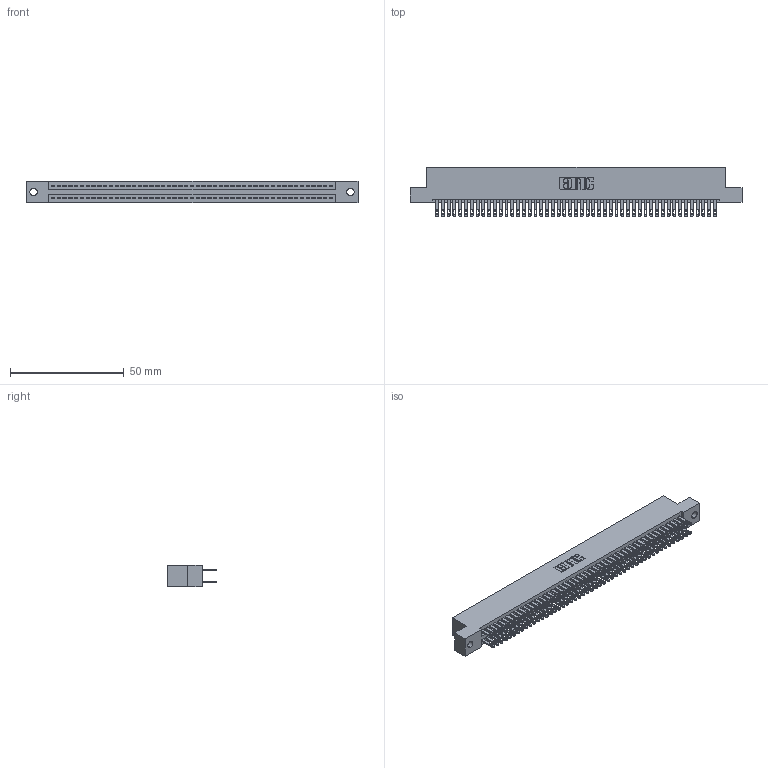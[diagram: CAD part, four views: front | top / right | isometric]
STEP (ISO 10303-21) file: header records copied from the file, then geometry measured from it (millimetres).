
FILE_DESCRIPTION (( 'STEP AP203' ), '1' );
FILE_NAME ('345-098-500-202.STEP', '2019-11-02T09:52:04', ( '' ), ( '' ), 'SwSTEP 2.0', 'SolidWorks 2016', '' );
FILE_SCHEMA (( 'CONFIG_CONTROL_DESIGN' ));
Length unit declared in the file: inch
Products named in the file (3): 345-292-001_345-293-100; 345-098-500-202; 345 Part_Flush Mounting Lugs - 0.128 Dia
Assembly tree (99 placements, depth 2):
  345-098-500-202
    345 Part_Flush Mounting Lugs - 0.128 Dia
    345-292-001_345-293-100  x98
Bounding box: 145.67 x 21.51 x 9.4 mm (x, y, z)
Volume: 14478.2 mm3; surface area: 22263.6 mm2
Topology: 99 solids, 99 shells, 4634 faces, 14159 edges, 9438 vertices
Faces by surface type: plane 2726, cylinder 1908
Entity records: 37437 total; most frequent: CARTESIAN_POINT 6268, ORIENTED_EDGE 6202, DIRECTION 5521, EDGE_CURVE 3101, VECTOR 2769, LINE 2769, VERTEX_POINT 2066, AXIS2_PLACEMENT_3D 1376
